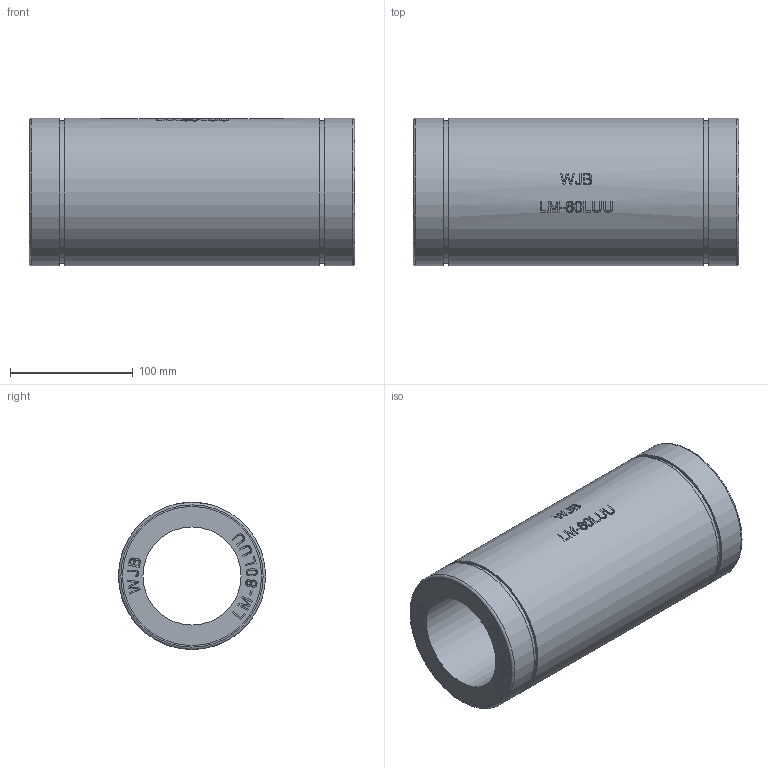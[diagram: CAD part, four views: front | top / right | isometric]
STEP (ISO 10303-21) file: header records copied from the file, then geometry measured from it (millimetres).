
FILE_DESCRIPTION(/* description */ (''),/* implementation_level */ '2;1');
FILE_NAME(/* name */ 'WJB-LM80LUU.stp',/* time_stamp */ '2018-09-04T23:18:59+08:00',/* author */ (''),/* organization */ (''),/* preprocessor_version */ 'ST-DEVELOPER v11',/* originating_system */ 'SIEMENS UGS NX 6.0',/* authorisation */ '');
FILE_SCHEMA (('CONFIG_CONTROL_DESIGN'));
Length unit declared in the file: millimetre
Products named in the file (1): WJB-LM80LUU
Bounding box: 265 x 120 x 120 mm (x, y, z)
Volume: 1656948.5 mm3; surface area: 181441.7 mm2
Topology: 1 solids, 1 shells, 303 faces, 749 edges, 502 vertices
Faces by surface type: plane 178, extrusion 99, cylinder 24, torus 2
Full cylindrical faces by diameter (mm): 80 x1, 113.4 x2, 116 x2, 120 x3
Entity records: 11904 total; most frequent: CARTESIAN_POINT 5178, ORIENTED_EDGE 1466, DIRECTION 1018, EDGE_CURVE 733, VERTEX_POINT 496, VECTOR 476, B_SPLINE_CURVE_WITH_KNOTS 389, LINE 377
